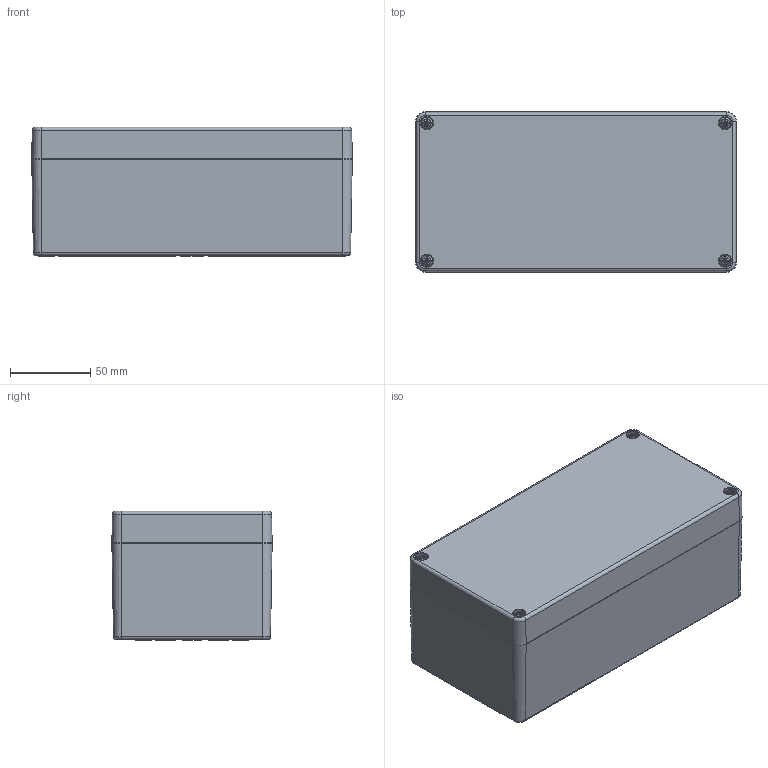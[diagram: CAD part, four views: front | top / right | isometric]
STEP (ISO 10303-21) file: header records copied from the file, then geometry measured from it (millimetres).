
FILE_DESCRIPTION((''),'2;1');
FILE_NAME('0101106600-MBA_201080_VE.stp','2014-10-20T11:38:26',('robin.rentz'),(''),'Autodesk Inventor 2012','Autodesk Inventor 2012','');
FILE_SCHEMA(('CONFIG_CONTROL_DESIGN'));
Length unit declared in the file: millimetre
Products named in the file (4): 0101106600-MBA_201080_VE; 0100106602-UT_201080_VE; 0100106601-OT_201080_VE; 1990000276 Schraube BM4x24_11
Assembly tree (6 placements, depth 2):
  0101106600-MBA_201080_VE
    0100106602-UT_201080_VE
    0100106601-OT_201080_VE
    1990000276 Schraube BM4x24_11  x4
Bounding box: 200 x 100 x 81 mm (x, y, z)
Volume: 344551.1 mm3; surface area: 180860.6 mm2
Topology: 6 solids, 6 shells, 1469 faces, 3693 edges, 2346 vertices
Faces by surface type: plane 538, bspline 428, torus 191, cylinder 179, cone 125, sphere 8
Full cylindrical faces by diameter (mm): 3.242 x11, 3.3 x4, 4 x4, 5 x8, 5.5 x4, 6.8 x4, 7 x5, 7.4 x1, 7.5 x12, 12 x2
Entity records: 41588 total; most frequent: CARTESIAN_POINT 13875, ORIENTED_EDGE 6160, DIRECTION 4634, EDGE_CURVE 3080, VERTEX_POINT 2022, VECTOR 1582, LINE 1582, AXIS2_PLACEMENT_3D 1526
